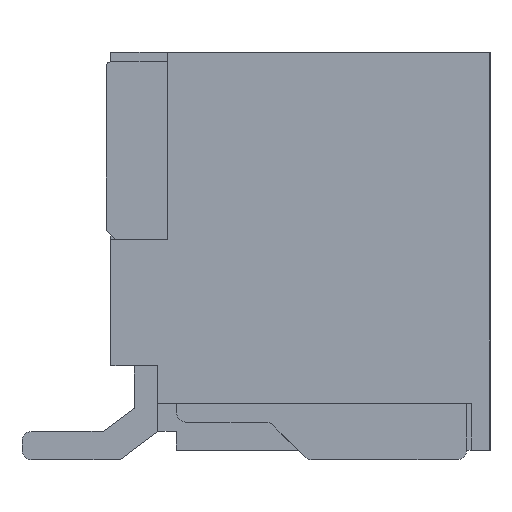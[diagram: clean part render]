
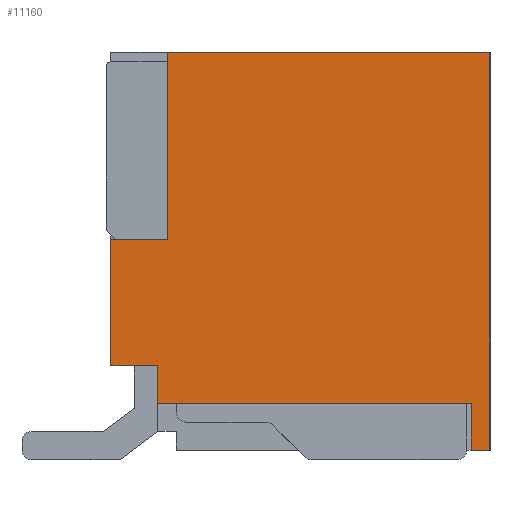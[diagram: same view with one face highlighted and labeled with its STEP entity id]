
A CAD part, left-side view. The second image highlights one B-rep face of the part: STEP entity #11160.
In plain terms, the highlighted planar face has unit normal (-1, 0, 0).
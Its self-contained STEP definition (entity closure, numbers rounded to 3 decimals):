
#520=FACE_OUTER_BOUND('',#1117,.T.);
#1117=EDGE_LOOP('',(#7196,#7197,#7198,#7199,#7200,#7201,#7202,#7203,#7204,
#7205));
#1707=LINE('',#14962,#3011);
#1786=LINE('',#15120,#3090);
#1843=LINE('',#15408,#3147);
#1864=LINE('',#15452,#3168);
#1868=LINE('',#15462,#3172);
#1874=LINE('',#15474,#3178);
#1886=LINE('',#15497,#3190);
#1902=LINE('',#15525,#3206);
#1903=LINE('',#15527,#3207);
#1904=LINE('',#15528,#3208);
#3011=VECTOR('',#12393,1.);
#3090=VECTOR('',#12474,1.);
#3147=VECTOR('',#12543,1.);
#3168=VECTOR('',#12578,1.);
#3172=VECTOR('',#12584,1.);
#3178=VECTOR('',#12592,1.);
#3190=VECTOR('',#12610,1.);
#3206=VECTOR('',#12630,1.);
#3207=VECTOR('',#12633,1.);
#3208=VECTOR('',#12634,1.);
#4315=VERTEX_POINT('',#14959);
#4316=VERTEX_POINT('',#14961);
#4394=VERTEX_POINT('',#15119);
#4460=VERTEX_POINT('',#15405);
#4461=VERTEX_POINT('',#15407);
#4477=VERTEX_POINT('',#15450);
#4481=VERTEX_POINT('',#15459);
#4482=VERTEX_POINT('',#15461);
#4487=VERTEX_POINT('',#15472);
#4495=VERTEX_POINT('',#15495);
#5369=EDGE_CURVE('',#4315,#4316,#1707,.T.);
#5448=EDGE_CURVE('',#4316,#4394,#1786,.T.);
#5515=EDGE_CURVE('',#4461,#4460,#1843,.T.);
#5538=EDGE_CURVE('',#4460,#4477,#1864,.T.);
#5542=EDGE_CURVE('',#4481,#4482,#1868,.T.);
#5548=EDGE_CURVE('',#4487,#4481,#1874,.T.);
#5560=EDGE_CURVE('',#4487,#4495,#1886,.T.);
#5576=EDGE_CURVE('',#4315,#4482,#1902,.T.);
#5577=EDGE_CURVE('',#4495,#4461,#1903,.T.);
#5578=EDGE_CURVE('',#4477,#4394,#1904,.T.);
#7196=ORIENTED_EDGE('',*,*,#5576,.T.);
#7197=ORIENTED_EDGE('',*,*,#5542,.F.);
#7198=ORIENTED_EDGE('',*,*,#5548,.F.);
#7199=ORIENTED_EDGE('',*,*,#5560,.T.);
#7200=ORIENTED_EDGE('',*,*,#5577,.T.);
#7201=ORIENTED_EDGE('',*,*,#5515,.T.);
#7202=ORIENTED_EDGE('',*,*,#5538,.T.);
#7203=ORIENTED_EDGE('',*,*,#5578,.T.);
#7204=ORIENTED_EDGE('',*,*,#5448,.F.);
#7205=ORIENTED_EDGE('',*,*,#5369,.F.);
#10175=PLANE('',#11777);
#11160=ADVANCED_FACE('',(#520),#10175,.F.);
#11777=AXIS2_PLACEMENT_3D('',#15526,#12631,#12632);
#12393=DIRECTION('',(0.,0.,-1.));
#12474=DIRECTION('',(0.,1.,0.));
#12543=DIRECTION('',(0.,0.,-1.));
#12578=DIRECTION('',(0.,-1.,0.));
#12584=DIRECTION('',(0.,0.,1.));
#12592=DIRECTION('',(0.,-1.,0.));
#12610=DIRECTION('',(0.,0.,-1.));
#12630=DIRECTION('',(0.,1.,0.));
#12631=DIRECTION('center_axis',(1.,0.,0.));
#12632=DIRECTION('ref_axis',(0.,1.,0.));
#12633=DIRECTION('',(0.,-1.,0.));
#12634=DIRECTION('',(0.,0.,-1.));
#14959=CARTESIAN_POINT('',(-5.375,-3.165,4.35));
#14961=CARTESIAN_POINT('',(-5.375,-3.165,0.1));
#14962=CARTESIAN_POINT('',(-5.375,-3.165,0.1));
#15119=CARTESIAN_POINT('',(-5.375,-2.965,0.1));
#15120=CARTESIAN_POINT('',(-5.375,-3.165,0.1));
#15405=CARTESIAN_POINT('',(-5.375,0.385,0.6));
#15407=CARTESIAN_POINT('',(-5.375,0.385,1.));
#15408=CARTESIAN_POINT('',(-5.375,0.385,0.1));
#15450=CARTESIAN_POINT('',(-5.375,-2.965,0.6));
#15452=CARTESIAN_POINT('',(-5.375,0.885,0.6));
#15459=CARTESIAN_POINT('',(-5.375,0.285,2.35));
#15461=CARTESIAN_POINT('',(-5.375,0.285,4.35));
#15462=CARTESIAN_POINT('',(-5.375,0.285,4.35));
#15472=CARTESIAN_POINT('',(-5.375,0.885,2.35));
#15474=CARTESIAN_POINT('',(-5.375,0.885,2.35));
#15495=CARTESIAN_POINT('',(-5.375,0.885,1.));
#15497=CARTESIAN_POINT('',(-5.375,0.885,0.1));
#15525=CARTESIAN_POINT('',(-5.375,-3.165,4.35));
#15526=CARTESIAN_POINT('Origin',(-5.375,-3.165,0.1));
#15527=CARTESIAN_POINT('',(-5.375,0.885,1.));
#15528=CARTESIAN_POINT('',(-5.375,-2.965,0.6));
